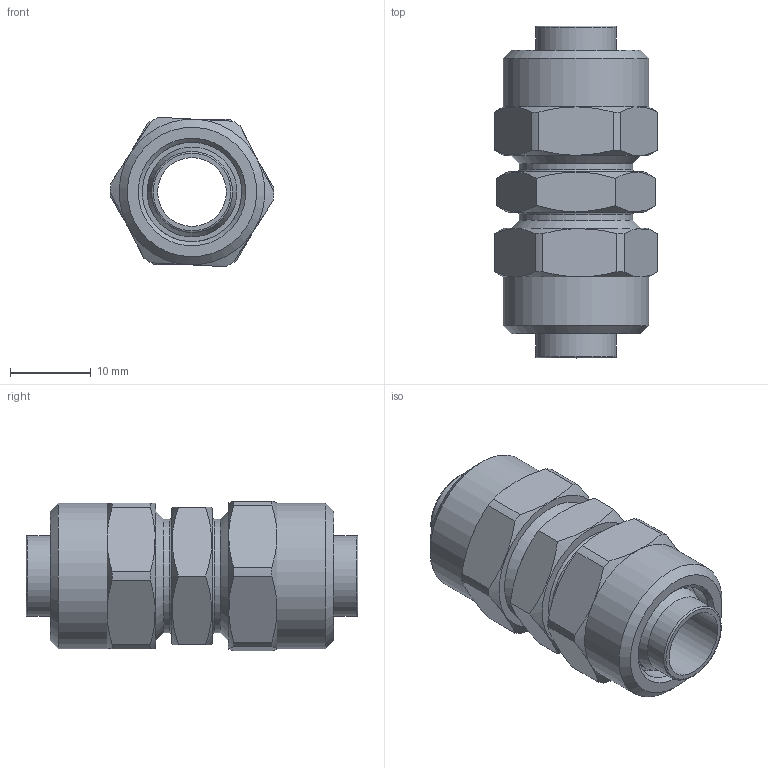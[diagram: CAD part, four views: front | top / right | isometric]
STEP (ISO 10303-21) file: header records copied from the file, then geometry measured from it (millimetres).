
FILE_DESCRIPTION( ( 'STEP AP214' ), '1' );
FILE_NAME( '02040060.stp', '2021-04-19T12:53:51', ( 'License CC BY-ND 4.0' ), ( 'CADENAS' ), ' ', 'PARTsolutions', ' ' );
FILE_SCHEMA( ( 'AUTOMOTIVE_DESIGN { 1 0 10303 214 1 1 1 1 }' ) );
Length unit declared in the file: millimetre
Products named in the file (1): NONE
Bounding box: 20.2 x 41 x 18.45 mm (x, y, z)
Volume: 6736.7 mm3; surface area: 4268.1 mm2
Topology: 1 solids, 1 shells, 79 faces, 185 edges, 116 vertices
Faces by surface type: plane 28, cone 24, cylinder 23, torus 4
Full cylindrical faces by diameter (mm): 8.5 x1, 10 x2, 11.1 x2, 12.3 x2, 14 x2, 18 x2
Entity records: 2928 total; most frequent: CARTESIAN_POINT 638, DIRECTION 330, ORIENTED_EDGE 312, EDGE_CURVE 156, AXIS2_PLACEMENT_3D 150, EDGE_LOOP 116, VERTEX_POINT 114, FACE_OUTER_BOUND 94
